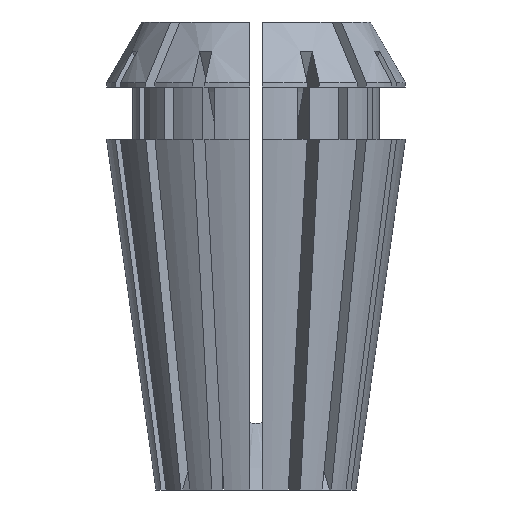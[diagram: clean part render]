
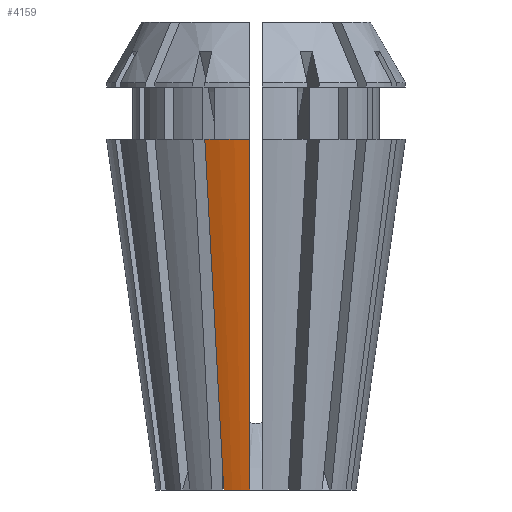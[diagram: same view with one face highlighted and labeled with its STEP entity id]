
A CAD part, front view. The second image highlights one B-rep face of the part: STEP entity #4159.
In plain terms, the highlighted conical face has half-angle 8 degrees and reference radius 3.856 mm.
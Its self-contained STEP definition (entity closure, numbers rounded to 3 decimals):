
#108 = VERTEX_POINT ( 'NONE', #5064 ) ;
#271 = B_SPLINE_CURVE_WITH_KNOTS ( 'NONE', 3,
 ( #4970, #2873, #4552, #1105 ),
 .UNSPECIFIED., .F., .F.,
 ( 4, 4 ),
 ( 0.023, 0.036 ),
 .UNSPECIFIED. ) ;
#311 = B_SPLINE_CURVE_WITH_KNOTS ( 'NONE', 3,
 ( #3247, #648, #3637, #3691, #2366, #2388, #4059 ),
 .UNSPECIFIED., .F., .F.,
 ( 4, 3, 4 ),
 ( 0., 0.01, 0.014 ),
 .UNSPECIFIED. ) ;
#411 = ORIENTED_EDGE ( 'NONE', *, *, #4060, .T. ) ;
#449 = AXIS2_PLACEMENT_3D ( 'NONE', #2683, #990, #1405 ) ;
#648 = CARTESIAN_POINT ( 'NONE',  ( -1.789, -4.972, 10.166 ) ) ;
#761 = CARTESIAN_POINT ( 'NONE',  ( -0.25, -5.748, 13.5 ) ) ;
#914 = DIRECTION ( 'NONE',  ( -1., 0., 0. ) ) ;
#990 = DIRECTION ( 'NONE',  ( 0., 0., 1. ) ) ;
#1075 = CONICAL_SURFACE ( 'NONE', #449, 3.856, 0.14 ) ;
#1105 = CARTESIAN_POINT ( 'NONE',  ( -0.25, -3.848, 0. ) ) ;
#1405 = DIRECTION ( 'NONE',  ( 1., 0., 0. ) ) ;
#1463 = EDGE_LOOP ( 'NONE', ( #411, #3703, #5073, #2678 ) ) ;
#1553 = CARTESIAN_POINT ( 'NONE',  ( 0., 0., 0. ) ) ;
#1747 = FACE_OUTER_BOUND ( 'NONE', #1463, .T. ) ;
#1953 = DIRECTION ( 'NONE',  ( -1., 0., 0. ) ) ;
#2109 = CARTESIAN_POINT ( 'NONE',  ( -1.969, -5.406, 13.5 ) ) ;
#2266 = AXIS2_PLACEMENT_3D ( 'NONE', #3484, #4688, #914 ) ;
#2366 = CARTESIAN_POINT ( 'NONE',  ( -1.367, -3.954, 2.332 ) ) ;
#2388 = CARTESIAN_POINT ( 'NONE',  ( -1.304, -3.802, 1.166 ) ) ;
#2647 = VERTEX_POINT ( 'NONE', #2682 ) ;
#2678 = ORIENTED_EDGE ( 'NONE', *, *, #3819, .F. ) ;
#2682 = CARTESIAN_POINT ( 'NONE',  ( -0.25, -3.848, 0. ) ) ;
#2683 = CARTESIAN_POINT ( 'NONE',  ( 0., 0., 0. ) ) ;
#2873 = CARTESIAN_POINT ( 'NONE',  ( -0.25, -5.115, 9. ) ) ;
#3247 = CARTESIAN_POINT ( 'NONE',  ( -1.969, -5.406, 13.5 ) ) ;
#3282 = EDGE_CURVE ( 'NONE', #3514, #108, #311, .T. ) ;
#3295 = EDGE_CURVE ( 'NONE', #2647, #108, #4509, .T. ) ;
#3362 = VERTEX_POINT ( 'NONE', #761 ) ;
#3484 = CARTESIAN_POINT ( 'NONE',  ( 0., 0., 13.5 ) ) ;
#3514 = VERTEX_POINT ( 'NONE', #2109 ) ;
#3637 = CARTESIAN_POINT ( 'NONE',  ( -1.61, -4.539, 6.832 ) ) ;
#3689 = CIRCLE ( 'NONE', #2266, 5.753 ) ;
#3691 = CARTESIAN_POINT ( 'NONE',  ( -1.43, -4.105, 3.498 ) ) ;
#3703 = ORIENTED_EDGE ( 'NONE', *, *, #3282, .T. ) ;
#3819 = EDGE_CURVE ( 'NONE', #3362, #2647, #271, .T. ) ;
#3894 = AXIS2_PLACEMENT_3D ( 'NONE', #1553, #4075, #1953 ) ;
#4059 = CARTESIAN_POINT ( 'NONE',  ( -1.241, -3.65, 0. ) ) ;
#4060 = EDGE_CURVE ( 'NONE', #3362, #3514, #3689, .T. ) ;
#4075 = DIRECTION ( 'NONE',  ( 0., 0., -1. ) ) ;
#4159 = ADVANCED_FACE ( 'NONE', ( #1747 ), #1075, .T. ) ;
#4509 = CIRCLE ( 'NONE', #3894, 3.856 ) ;
#4552 = CARTESIAN_POINT ( 'NONE',  ( -0.25, -4.481, 4.5 ) ) ;
#4688 = DIRECTION ( 'NONE',  ( 0., 0., -1. ) ) ;
#4970 = CARTESIAN_POINT ( 'NONE',  ( -0.25, -5.748, 13.5 ) ) ;
#5064 = CARTESIAN_POINT ( 'NONE',  ( -1.241, -3.65, 0. ) ) ;
#5073 = ORIENTED_EDGE ( 'NONE', *, *, #3295, .F. ) ;
